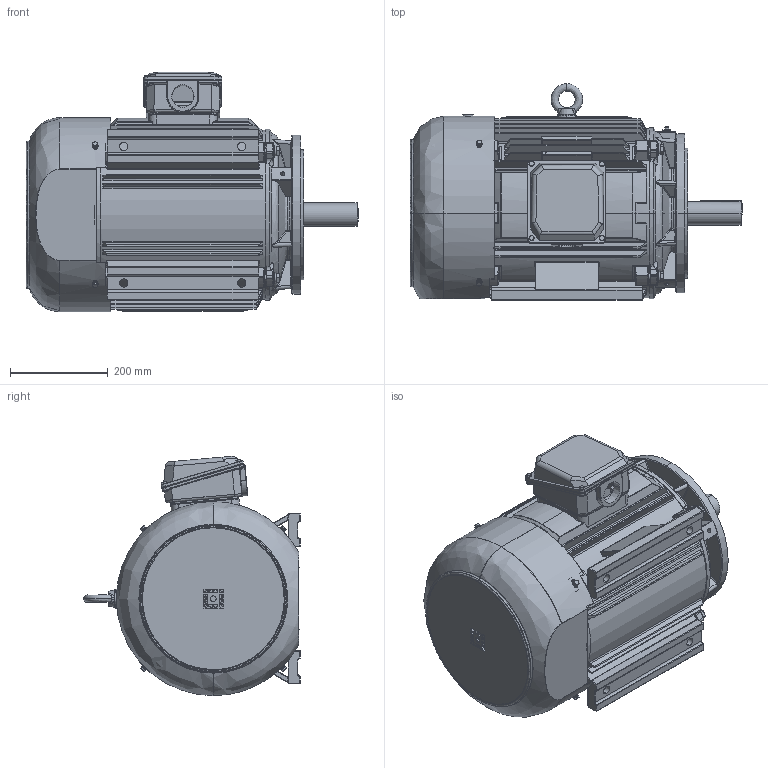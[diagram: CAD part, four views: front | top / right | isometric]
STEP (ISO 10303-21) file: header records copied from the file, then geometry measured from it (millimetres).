
FILE_DESCRIPTION (( 'STEP AP214' ), '1' );
FILE_NAME ('MTCP-025-3BD18C.STEP', '2018-03-07T18:10:48', ( '' ), ( '' ), 'SwSTEP 2.0', 'SolidWorks 2017', '' );
FILE_SCHEMA (( 'AUTOMOTIVE_DESIGN' ));
Length unit declared in the file: millimetre
Products named in the file (28): PE280接线盒座_默认_按加工_; hexagon head bolts-full thread gb_GB_FASTENER_BOLT_STBAB A M12X45-N; PE280瑩; PE284儂釱樓馱璃; eyebolts gb_GB_FASTENER_SCREWS_FRS M16-N; MTCP-025-3BD18C; PE250-280諉盄碟裔菜; plain washers-chamfered--normal series-a gb_GB_FASTENER_WASHER_SWCA 6; PE280綴傷裔樓馱璃; PE280芧埽傷裔 J; PE280ヶ粣創俋裔樓馱璃; 17橡皮塞; hexagon head bolts-full thread gb_GB_FASTENER_BOLT_STBAB A M8X50-N; PE250-280諉盄碟釱菜; PE280粣芛  瑞珔傷; EP280諉盄碟蚾饜极; hex head bolts-full thread grade c gb_GB_FASTENER_BOLT_HHBFTC M6X16-N; plain washers-chamfered--normal series-a gb_GB_FASTENER_WASHER_SWCA 12; spring lock washers--normal type gb_GB_FASTENER_WASHER_SW 6; PE280粣芛  堤粣傷; PE250-280諉盄碟裔; PE280后轴承外盖加工件; 55-77-7躇猾; hex head bolts-full thread grade c gb_GB_FASTENER_BOLT_HHBFTC M5X16-N; hexagon head bolts-full thread gb_GB_FASTENER_BOLT_STBAB A M6X12-N; spring lock washers--normal type gb_GB_FASTENER_WASHER_SW 12; PE280瑞欶; M10蛁蚐郲耀倰
Assembly tree (69 placements, depth 3):
  MTCP-025-3BD18C
    PE284儂釱樓馱璃
    PE280ヶ粣創俋裔樓馱璃
    PE280芧埽傷裔 J
    PE280粣芛  堤粣傷
    PE280綴傷裔樓馱璃
    PE280后轴承外盖加工件
    PE280粣芛  瑞珔傷
    hexagon head bolts-full thread gb_GB_FASTENER_BOLT_STBAB A M8X50-N  x6
    hexagon head bolts-full thread gb_GB_FASTENER_BOLT_STBAB A M12X45-N  x8
    spring lock washers--normal type gb_GB_FASTENER_WASHER_SW 12  x8
    plain washers-chamfered--normal series-a gb_GB_FASTENER_WASHER_SWCA 12  x8
    M10蛁蚐郲耀倰  x2
    PE280瑞欶
    hexagon head bolts-full thread gb_GB_FASTENER_BOLT_STBAB A M6X12-N  x4
    spring lock washers--normal type gb_GB_FASTENER_WASHER_SW 6  x4
    plain washers-chamfered--normal series-a gb_GB_FASTENER_WASHER_SWCA 6  x4
    EP280諉盄碟蚾饜极
      PE280接线盒座_默认_按加工_
      PE250-280諉盄碟釱菜
      hex head bolts-full thread grade c gb_GB_FASTENER_BOLT_HHBFTC M5X16-N  x4
      PE250-280諉盄碟裔菜
      PE250-280諉盄碟裔
      hex head bolts-full thread grade c gb_GB_FASTENER_BOLT_HHBFTC M6X16-N  x4
    eyebolts gb_GB_FASTENER_SCREWS_FRS M16-N
    17橡皮塞
    PE280瑩
    55-77-7躇猾
Bounding box: 679.5 x 443 x 489.92 mm (x, y, z)
Volume: 11901643.4 mm3; surface area: 3097802.2 mm2
Topology: 68 solids, 68 shells, 4086 faces, 10142 edges, 6158 vertices
Faces by surface type: cylinder 1435, plane 1064, bspline 1056, cone 531
Entity records: 189400 total; most frequent: CARTESIAN_POINT 79593, ORIENTED_EDGE 16522, DIRECTION 13315, EDGE_CURVE 8261, AXIS2_PLACEMENT_3D 5269, VERTEX_POINT 5062, EDGE_LOOP 3609, UNCERTAINTY_MEASURE_WITH_UNIT 3402
